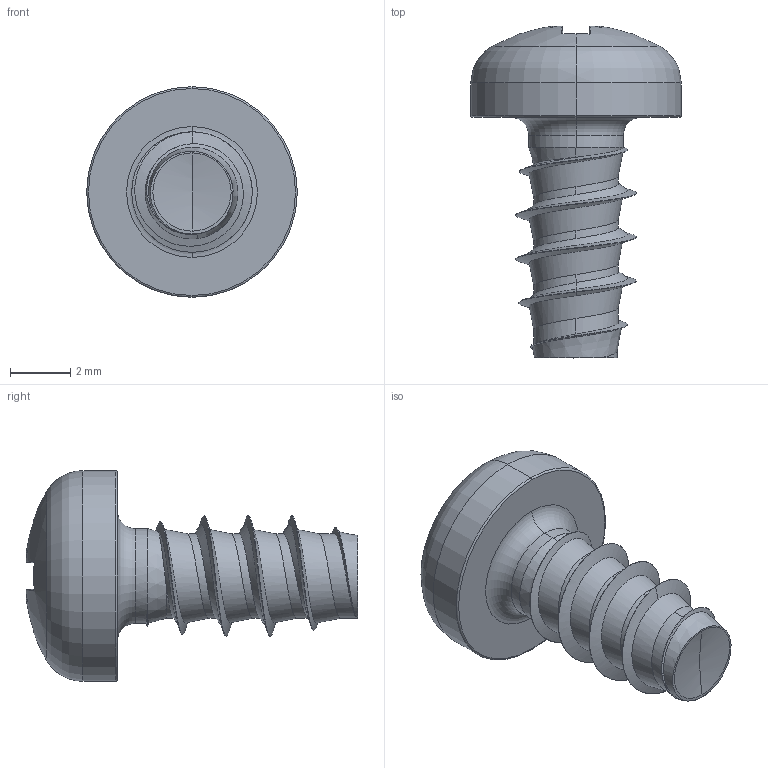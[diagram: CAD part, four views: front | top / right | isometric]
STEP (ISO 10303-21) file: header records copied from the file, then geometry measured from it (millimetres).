
FILE_DESCRIPTION (( 'STEP AP203' ), '1' );
FILE_NAME ('STP220400080.STEP', '2017-08-15T03:02:27', ( '' ), ( '' ), 'SwSTEP 2.0', 'SolidWorks 2015', '' );
FILE_SCHEMA (( 'CONFIG_CONTROL_DESIGN' ));
Length unit declared in the file: millimetre
Products named in the file (1): STP220400080
Bounding box: 7 x 11.03 x 7 mm (x, y, z)
Volume: 144 mm3; surface area: 240 mm2
Topology: 1 solids, 1 shells, 178 faces, 419 edges, 243 vertices
Faces by surface type: bspline 55, cylinder 36, plane 30, torus 28, sphere 20, cone 9
Entity records: 14763 total; most frequent: CARTESIAN_POINT 11053, ORIENTED_EDGE 834, DIRECTION 693, EDGE_CURVE 417, AXIS2_PLACEMENT_3D 306, VERTEX_POINT 243, CIRCLE 182, EDGE_LOOP 180
